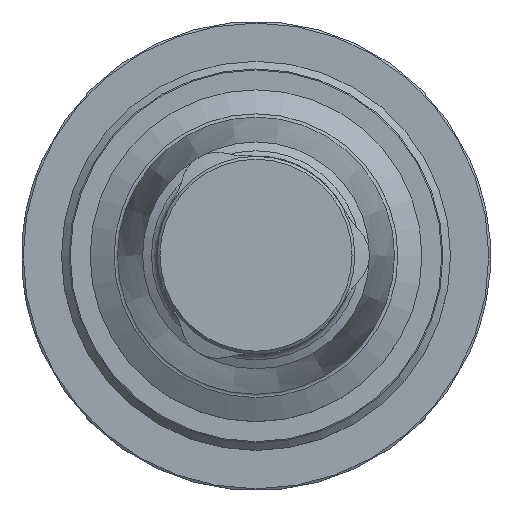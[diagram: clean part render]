
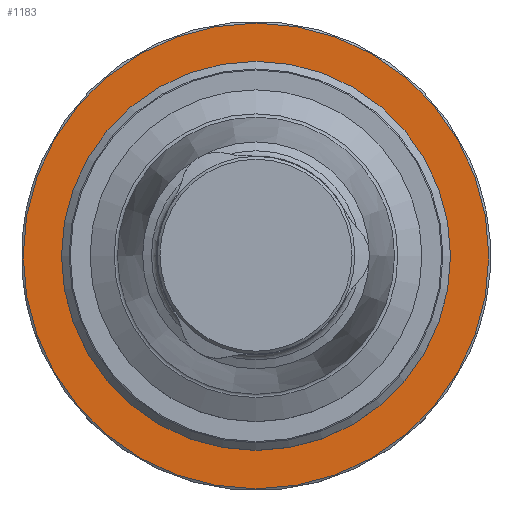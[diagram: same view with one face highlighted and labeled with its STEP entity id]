
A CAD part, top view. The second image highlights one B-rep face of the part: STEP entity #1183.
In plain terms, the highlighted planar face has unit normal (0, 0, 1).
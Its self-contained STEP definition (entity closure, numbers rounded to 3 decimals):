
#28=PLANE('',#1314);
#311=ORIENTED_EDGE('',*,*,#589,.T.);
#312=ORIENTED_EDGE('',*,*,#590,.F.);
#589=EDGE_CURVE('',#740,#740,#851,.T.);
#590=EDGE_CURVE('',#741,#741,#852,.T.);
#740=VERTEX_POINT('',#1921);
#741=VERTEX_POINT('',#1924);
#851=CIRCLE('',#1313,33.65);
#852=CIRCLE('',#1315,40.7);
#946=EDGE_LOOP('',(#311));
#947=EDGE_LOOP('',(#312));
#1071=FACE_BOUND('',#946,.T.);
#1072=FACE_BOUND('',#947,.T.);
#1183=ADVANCED_FACE('',(#1071,#1072),#28,.F.);
#1313=AXIS2_PLACEMENT_3D('',#1920,#1546,#1547);
#1314=AXIS2_PLACEMENT_3D('',#1922,#1548,#1549);
#1315=AXIS2_PLACEMENT_3D('',#1923,#1550,#1551);
#1546=DIRECTION('',(0.,0.,-1.));
#1547=DIRECTION('',(0.,-1.,0.));
#1548=DIRECTION('',(0.,0.,-1.));
#1549=DIRECTION('',(0.,-1.,0.));
#1550=DIRECTION('',(0.,0.,-1.));
#1551=DIRECTION('',(0.,-1.,0.));
#1920=CARTESIAN_POINT('',(0.,0.,-1.));
#1921=CARTESIAN_POINT('',(0.,-33.65,-1.));
#1922=CARTESIAN_POINT('',(0.,-33.65,-1.));
#1923=CARTESIAN_POINT('',(0.,0.,-1.));
#1924=CARTESIAN_POINT('',(0.,-40.7,-1.));
